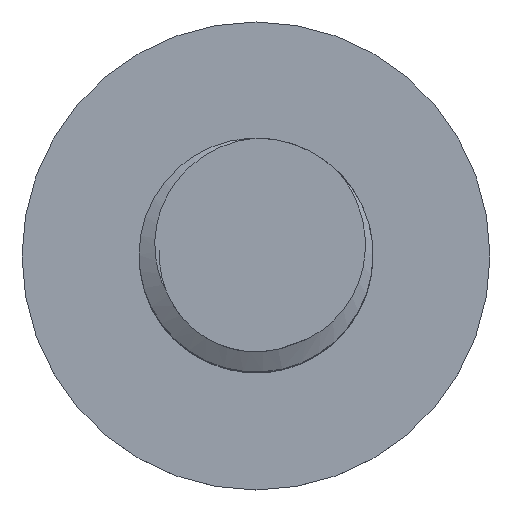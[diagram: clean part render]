
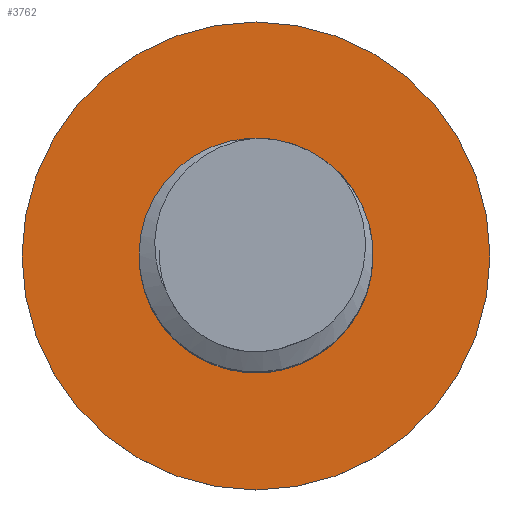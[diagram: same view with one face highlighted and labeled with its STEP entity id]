
A CAD part, top view. The second image highlights one B-rep face of the part: STEP entity #3762.
In plain terms, the highlighted planar face has unit normal (0, 0, 1).
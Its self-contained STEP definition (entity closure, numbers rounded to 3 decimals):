
#3 = EDGE_CURVE ( 'NONE', #1822, #1881, #2248, .T. ) ;
#58 = DIRECTION ( 'NONE',  ( 0., 0., 1. ) ) ;
#234 = DIRECTION ( 'NONE',  ( 0., 0., 1. ) ) ;
#314 = VERTEX_POINT ( 'NONE', #1266 ) ;
#464 = CARTESIAN_POINT ( 'NONE',  ( 0., 0., 0. ) ) ;
#584 = EDGE_LOOP ( 'NONE', ( #1250, #1539 ) ) ;
#675 = FACE_OUTER_BOUND ( 'NONE', #1472, .T. ) ;
#804 = CARTESIAN_POINT ( 'NONE',  ( 0., 2.5, 0. ) ) ;
#850 = DIRECTION ( 'NONE',  ( -1., 0., 0. ) ) ;
#1249 = CARTESIAN_POINT ( 'NONE',  ( 1.768, 1.768, 0. ) ) ;
#1250 = ORIENTED_EDGE ( 'NONE', *, *, #3019, .F. ) ;
#1266 = CARTESIAN_POINT ( 'NONE',  ( -5., 0., 0. ) ) ;
#1280 = CIRCLE ( 'NONE', #3468, 2.5 ) ;
#1418 = VERTEX_POINT ( 'NONE', #1571 ) ;
#1424 = ORIENTED_EDGE ( 'NONE', *, *, #1743, .T. ) ;
#1433 = CARTESIAN_POINT ( 'NONE',  ( 0., 0., 0. ) ) ;
#1472 = EDGE_LOOP ( 'NONE', ( #1644, #1424 ) ) ;
#1505 = EDGE_CURVE ( 'NONE', #1418, #314, #1805, .T. ) ;
#1539 = ORIENTED_EDGE ( 'NONE', *, *, #3, .F. ) ;
#1571 = CARTESIAN_POINT ( 'NONE',  ( 5., 0., 0. ) ) ;
#1622 = DIRECTION ( 'NONE',  ( 1., 0., 0. ) ) ;
#1644 = ORIENTED_EDGE ( 'NONE', *, *, #1505, .T. ) ;
#1743 = EDGE_CURVE ( 'NONE', #314, #1418, #4095, .T. ) ;
#1790 = AXIS2_PLACEMENT_3D ( 'NONE', #1954, #3039, #1622 ) ;
#1800 = DIRECTION ( 'NONE',  ( 0., 0., 1. ) ) ;
#1805 = CIRCLE ( 'NONE', #1790, 5. ) ;
#1822 = VERTEX_POINT ( 'NONE', #804 ) ;
#1881 = VERTEX_POINT ( 'NONE', #1249 ) ;
#1954 = CARTESIAN_POINT ( 'NONE',  ( 0., 0., 0. ) ) ;
#2063 = FACE_BOUND ( 'NONE', #584, .T. ) ;
#2214 = AXIS2_PLACEMENT_3D ( 'NONE', #464, #4060, #2301 ) ;
#2223 = AXIS2_PLACEMENT_3D ( 'NONE', #1433, #1800, #850 ) ;
#2248 = CIRCLE ( 'NONE', #2223, 2.5 ) ;
#2301 = DIRECTION ( 'NONE',  ( 1., 0., 0. ) ) ;
#2521 = AXIS2_PLACEMENT_3D ( 'NONE', #3954, #58, #3202 ) ;
#2924 = PLANE ( 'NONE',  #2214 ) ;
#3019 = EDGE_CURVE ( 'NONE', #1881, #1822, #1280, .T. ) ;
#3039 = DIRECTION ( 'NONE',  ( 0., 0., 1. ) ) ;
#3202 = DIRECTION ( 'NONE',  ( 1., 0., 0. ) ) ;
#3468 = AXIS2_PLACEMENT_3D ( 'NONE', #4106, #234, #4529 ) ;
#3762 = ADVANCED_FACE ( 'NONE', ( #2063, #675 ), #2924, .T. ) ;
#3954 = CARTESIAN_POINT ( 'NONE',  ( 0., 0., 0. ) ) ;
#4060 = DIRECTION ( 'NONE',  ( 0., 0., 1. ) ) ;
#4095 = CIRCLE ( 'NONE', #2521, 5. ) ;
#4106 = CARTESIAN_POINT ( 'NONE',  ( 0., 0., 0. ) ) ;
#4529 = DIRECTION ( 'NONE',  ( 1., 0., 0. ) ) ;
